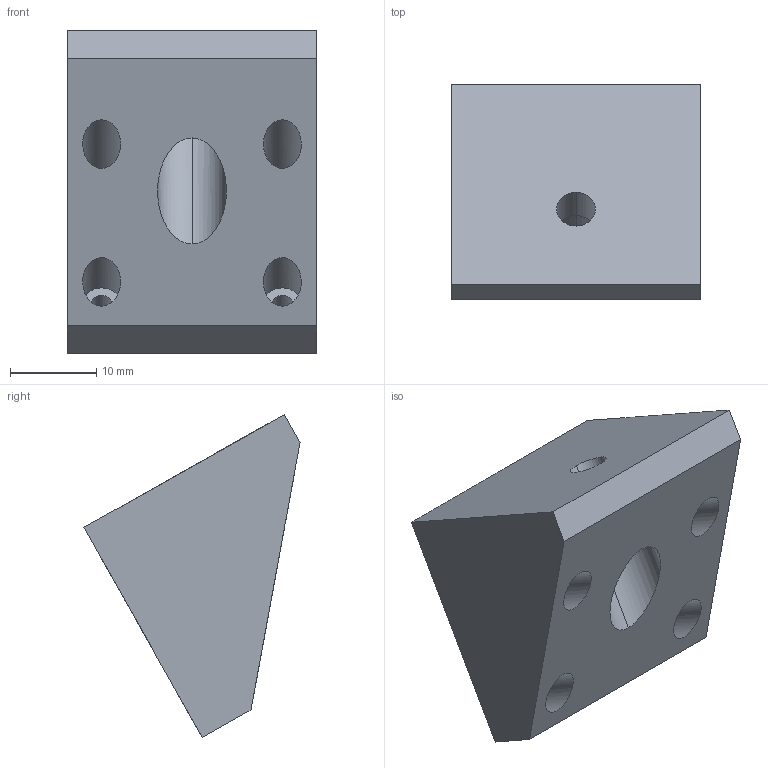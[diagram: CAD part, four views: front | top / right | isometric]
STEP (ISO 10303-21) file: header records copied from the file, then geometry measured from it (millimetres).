
FILE_DESCRIPTION (( 'STEP AP203' ), '1' );
FILE_NAME ('PI_CAMERA-body.STEP', '2018-05-17T17:57:48', ( '' ), ( '' ), 'SwSTEP 2.0', 'SolidWorks 2018', '' );
FILE_SCHEMA (( 'CONFIG_CONTROL_DESIGN' ));
Length unit declared in the file: millimetre
Products named in the file (1): PI_CAMERA-body
Bounding box: 29 x 25.11 x 37.51 mm (x, y, z)
Volume: 11462.4 mm3; surface area: 5224.9 mm2
Topology: 1 solids, 1 shells, 46 faces, 111 edges, 74 vertices
Faces by surface type: plane 26, cylinder 20
Entity records: 1442 total; most frequent: CARTESIAN_POINT 262, DIRECTION 225, ORIENTED_EDGE 222, EDGE_CURVE 111, AXIS2_PLACEMENT_3D 77, VERTEX_POINT 74, LINE 71, VECTOR 71
